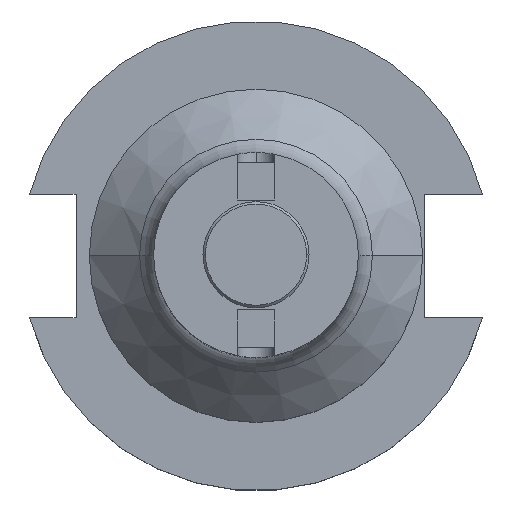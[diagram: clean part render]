
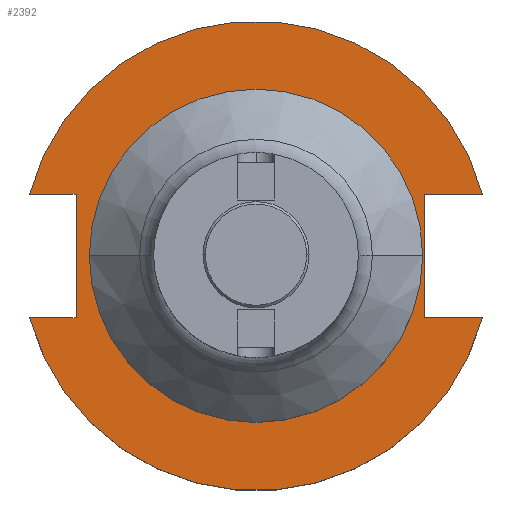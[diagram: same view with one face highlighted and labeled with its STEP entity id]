
A CAD part, top view. The second image highlights one B-rep face of the part: STEP entity #2392.
In plain terms, the highlighted planar face has unit normal (0, 0, 1).
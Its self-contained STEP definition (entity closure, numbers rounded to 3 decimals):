
#6 = AXIS2_PLACEMENT_3D ( 'NONE', #2438, #1111, #1301 ) ;
#81 = CARTESIAN_POINT ( 'NONE',  ( -37.719, 12.954, 19.05 ) ) ;
#159 = CARTESIAN_POINT ( 'NONE',  ( 47.477, 12.954, 19.05 ) ) ;
#161 = ORIENTED_EDGE ( 'NONE', *, *, #2100, .F. ) ;
#203 = DIRECTION ( 'NONE',  ( 1., 0., 0. ) ) ;
#234 = EDGE_CURVE ( 'NONE', #1913, #868, #2414, .T. ) ;
#261 = ORIENTED_EDGE ( 'NONE', *, *, #2359, .F. ) ;
#281 = DIRECTION ( 'NONE',  ( 0., 0., 1. ) ) ;
#318 = CARTESIAN_POINT ( 'NONE',  ( 35.306, -12.954, 19.05 ) ) ;
#321 = CARTESIAN_POINT ( 'NONE',  ( 35.306, -12.954, 19.05 ) ) ;
#376 = LINE ( 'NONE', #2021, #2390 ) ;
#379 = VERTEX_POINT ( 'NONE', #321 ) ;
#393 = CARTESIAN_POINT ( 'NONE',  ( 0., 0., 19.05 ) ) ;
#430 = AXIS2_PLACEMENT_3D ( 'NONE', #750, #2116, #944 ) ;
#439 = DIRECTION ( 'NONE',  ( -1., 0., 0. ) ) ;
#455 = CIRCLE ( 'NONE', #621, 49.212 ) ;
#505 = EDGE_CURVE ( 'NONE', #1552, #1705, #455, .T. ) ;
#520 = CARTESIAN_POINT ( 'NONE',  ( 0., 0., 19.05 ) ) ;
#532 = VERTEX_POINT ( 'NONE', #2111 ) ;
#556 = DIRECTION ( 'NONE',  ( 0., 1., 0. ) ) ;
#615 = CARTESIAN_POINT ( 'NONE',  ( -47.477, -12.954, 19.05 ) ) ;
#621 = AXIS2_PLACEMENT_3D ( 'NONE', #393, #1366, #203 ) ;
#663 = DIRECTION ( 'NONE',  ( 1., 0., 0. ) ) ;
#715 = DIRECTION ( 'NONE',  ( 1., 0., 0. ) ) ;
#716 = DIRECTION ( 'NONE',  ( 0., -1., 0. ) ) ;
#747 = CIRCLE ( 'NONE', #1816, 34.925 ) ;
#750 = CARTESIAN_POINT ( 'NONE',  ( 0., 0., 19.05 ) ) ;
#825 = ORIENTED_EDGE ( 'NONE', *, *, #234, .F. ) ;
#863 = PLANE ( 'NONE',  #2033 ) ;
#868 = VERTEX_POINT ( 'NONE', #2105 ) ;
#870 = LINE ( 'NONE', #2080, #2369 ) ;
#912 = VECTOR ( 'NONE', #439, 1000. ) ;
#919 = EDGE_CURVE ( 'NONE', #1372, #868, #2129, .T. ) ;
#942 = VERTEX_POINT ( 'NONE', #1042 ) ;
#944 = DIRECTION ( 'NONE',  ( 1., 0., 0. ) ) ;
#987 = EDGE_LOOP ( 'NONE', ( #2064, #1058 ) ) ;
#993 = LINE ( 'NONE', #1457, #2432 ) ;
#1042 = CARTESIAN_POINT ( 'NONE',  ( -34.925, 0., 19.05 ) ) ;
#1058 = ORIENTED_EDGE ( 'NONE', *, *, #2072, .F. ) ;
#1066 = ORIENTED_EDGE ( 'NONE', *, *, #919, .T. ) ;
#1086 = VERTEX_POINT ( 'NONE', #1595 ) ;
#1111 = DIRECTION ( 'NONE',  ( 0., 0., 1. ) ) ;
#1206 = LINE ( 'NONE', #2114, #1656 ) ;
#1217 = VECTOR ( 'NONE', #1885, 1000. ) ;
#1263 = EDGE_CURVE ( 'NONE', #2175, #379, #993, .T. ) ;
#1276 = EDGE_CURVE ( 'NONE', #1372, #2175, #870, .T. ) ;
#1301 = DIRECTION ( 'NONE',  ( 1., 0., 0. ) ) ;
#1366 = DIRECTION ( 'NONE',  ( 0., 0., 1. ) ) ;
#1372 = VERTEX_POINT ( 'NONE', #159 ) ;
#1395 = EDGE_CURVE ( 'NONE', #532, #942, #1632, .T. ) ;
#1457 = CARTESIAN_POINT ( 'NONE',  ( 35.306, 12.954, 19.05 ) ) ;
#1496 = DIRECTION ( 'NONE',  ( -1., 0., 0. ) ) ;
#1507 = ORIENTED_EDGE ( 'NONE', *, *, #1263, .F. ) ;
#1552 = VERTEX_POINT ( 'NONE', #615 ) ;
#1569 = ORIENTED_EDGE ( 'NONE', *, *, #505, .T. ) ;
#1595 = CARTESIAN_POINT ( 'NONE',  ( -37.719, -12.954, 19.05 ) ) ;
#1618 = CARTESIAN_POINT ( 'NONE',  ( -63.719, 12.954, 19.05 ) ) ;
#1632 = CIRCLE ( 'NONE', #430, 34.925 ) ;
#1645 = DIRECTION ( 'NONE',  ( 1., 0., 0. ) ) ;
#1656 = VECTOR ( 'NONE', #556, 1000. ) ;
#1679 = ORIENTED_EDGE ( 'NONE', *, *, #1276, .F. ) ;
#1705 = VERTEX_POINT ( 'NONE', #1957 ) ;
#1723 = ORIENTED_EDGE ( 'NONE', *, *, #2220, .F. ) ;
#1726 = LINE ( 'NONE', #318, #1217 ) ;
#1753 = EDGE_LOOP ( 'NONE', ( #1569, #161, #1507, #1679, #1066, #825, #1723, #261 ) ) ;
#1816 = AXIS2_PLACEMENT_3D ( 'NONE', #520, #1880, #715 ) ;
#1880 = DIRECTION ( 'NONE',  ( 0., 0., 1. ) ) ;
#1885 = DIRECTION ( 'NONE',  ( 1., 0., 0. ) ) ;
#1913 = VERTEX_POINT ( 'NONE', #81 ) ;
#1927 = FACE_BOUND ( 'NONE', #987, .T. ) ;
#1957 = CARTESIAN_POINT ( 'NONE',  ( 47.477, -12.954, 19.05 ) ) ;
#2021 = CARTESIAN_POINT ( 'NONE',  ( -63.719, -12.954, 19.05 ) ) ;
#2033 = AXIS2_PLACEMENT_3D ( 'NONE', #2036, #281, #1645 ) ;
#2036 = CARTESIAN_POINT ( 'NONE',  ( 0., 49.212, 19.05 ) ) ;
#2064 = ORIENTED_EDGE ( 'NONE', *, *, #1395, .F. ) ;
#2072 = EDGE_CURVE ( 'NONE', #942, #532, #747, .T. ) ;
#2080 = CARTESIAN_POINT ( 'NONE',  ( 35.306, 12.954, 19.05 ) ) ;
#2100 = EDGE_CURVE ( 'NONE', #379, #1705, #1726, .T. ) ;
#2105 = CARTESIAN_POINT ( 'NONE',  ( -47.477, 12.954, 19.05 ) ) ;
#2111 = CARTESIAN_POINT ( 'NONE',  ( 34.925, 0., 19.05 ) ) ;
#2114 = CARTESIAN_POINT ( 'NONE',  ( -37.719, 12.954, 19.05 ) ) ;
#2116 = DIRECTION ( 'NONE',  ( 0., 0., 1. ) ) ;
#2129 = CIRCLE ( 'NONE', #6, 49.212 ) ;
#2175 = VERTEX_POINT ( 'NONE', #2486 ) ;
#2220 = EDGE_CURVE ( 'NONE', #1086, #1913, #1206, .T. ) ;
#2265 = FACE_OUTER_BOUND ( 'NONE', #1753, .T. ) ;
#2359 = EDGE_CURVE ( 'NONE', #1552, #1086, #376, .T. ) ;
#2369 = VECTOR ( 'NONE', #1496, 1000. ) ;
#2390 = VECTOR ( 'NONE', #663, 1000. ) ;
#2392 = ADVANCED_FACE ( 'NONE', ( #1927, #2265 ), #863, .T. ) ;
#2414 = LINE ( 'NONE', #1618, #912 ) ;
#2432 = VECTOR ( 'NONE', #716, 1000. ) ;
#2438 = CARTESIAN_POINT ( 'NONE',  ( 0., 0., 19.05 ) ) ;
#2486 = CARTESIAN_POINT ( 'NONE',  ( 35.306, 12.954, 19.05 ) ) ;
